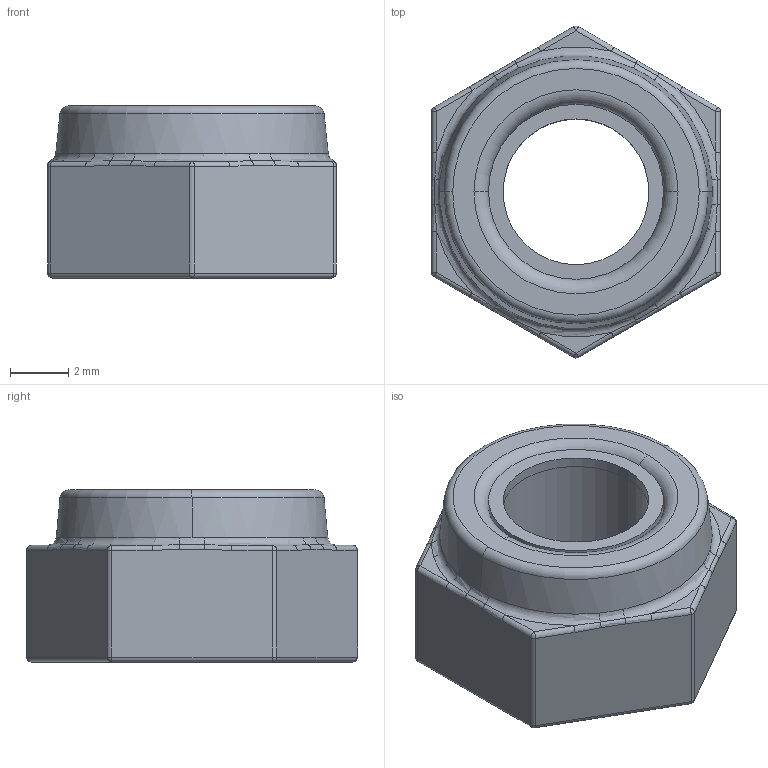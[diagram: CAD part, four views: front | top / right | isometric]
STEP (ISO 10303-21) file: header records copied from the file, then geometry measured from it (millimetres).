
FILE_DESCRIPTION (( 'STEP AP203' ), '1' );
FILE_NAME ('Nylon6.STEP', '2020-01-18T18:35:58', ( '' ), ( '' ), 'SwSTEP 2.0', 'SolidWorks 2018', '' );
FILE_SCHEMA (( 'CONFIG_CONTROL_DESIGN' ));
Length unit declared in the file: millimetre
Products named in the file (1): Nylon6
Bounding box: 9.9 x 11.38 x 5.9 mm (x, y, z)
Volume: 347.3 mm3; surface area: 426.2 mm2
Topology: 2 solids, 2 shells, 95 faces, 216 edges, 122 vertices
Faces by surface type: cylinder 30, bspline 24, plane 17, sphere 12, torus 10, cone 2
Entity records: 2905 total; most frequent: CARTESIAN_POINT 854, ORIENTED_EDGE 416, DIRECTION 416, EDGE_CURVE 208, AXIS2_PLACEMENT_3D 180, VERTEX_POINT 118, CIRCLE 108, EDGE_LOOP 100
